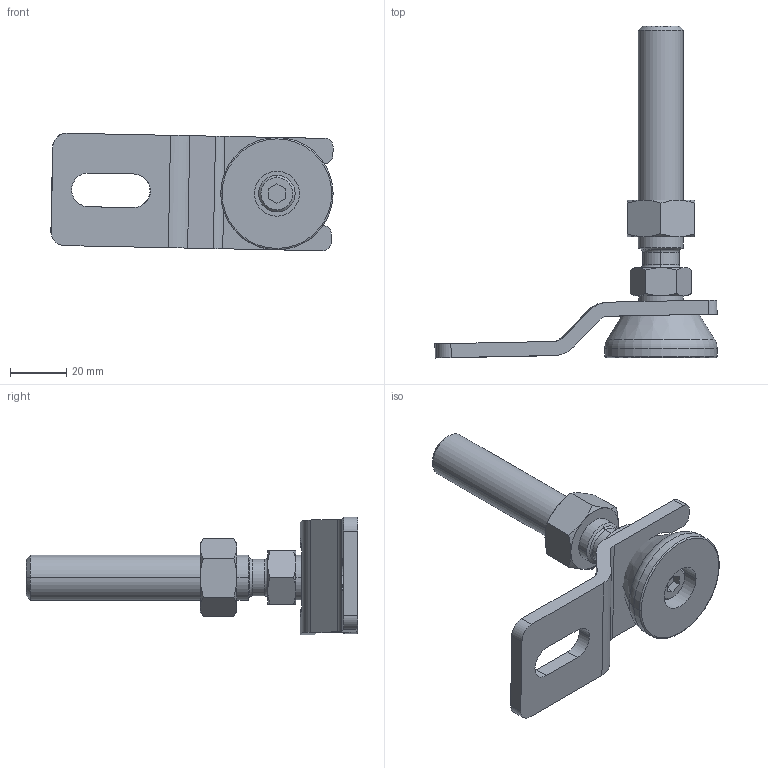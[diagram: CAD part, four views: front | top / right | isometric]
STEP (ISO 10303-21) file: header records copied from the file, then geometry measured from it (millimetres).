
FILE_DESCRIPTION(('Creo Elements/Direct Modeling STEP Export'),'2;1');
FILE_NAME('44.0275.oF_Gelenkfuß-MMS-44_40-M16-118mm-ST-Bodenplatte.stp','2022-03-21T 8:59:56',(''),(''),'PTC Creo Elements/Direct Modeling STEP processor for AP214 (Solid Model)','PTC Creo Elements/Direct Modeling 19.0C 15-Aug-2015 (C) Parametric Technology GmbH','');
FILE_SCHEMA(('AUTOMOTIVE_DESIGN { 1 0 10303 214 1 1 1 1 }'));
Length unit declared in the file: millimetre
Products named in the file (6): Bodenplatte-MMS-44_100x40x5_44.0276_PX173783; Sechskantmutter-DIN934_M16-8.8-verz_11506_PX171652; Zylinderschraube-DIN6912_M8x16-8.8-verz_10099_PX171657; Fußspindel_M16x110_96.7010_PX171649; Fußteller_40x18mm_96.7300_PX171651; Gelenkfuß-MMS-44_40-M16-118mm-ST-Bodenplatte_44.0275.oF_PX173786
Assembly tree (5 placements, depth 2):
  Gelenkfuß-MMS-44_40-M16-118mm-ST-Bodenplatte_44.0275.oF_PX173786
    Fußteller_40x18mm_96.7300_PX171651
    Fußspindel_M16x110_96.7010_PX171649
    Zylinderschraube-DIN6912_M8x16-8.8-verz_10099_PX171657
    Sechskantmutter-DIN934_M16-8.8-verz_11506_PX171652
    Bodenplatte-MMS-44_100x40x5_44.0276_PX173783
Bounding box: 100.43 x 118.12 x 41.82 mm (x, y, z)
Volume: 56392.6 mm3; surface area: 22543.1 mm2
Topology: 5 solids, 5 shells, 144 faces, 327 edges, 198 vertices
Faces by surface type: plane 47, cone 42, cylinder 41, torus 10, sphere 4
Entity records: 5554 total; most frequent: CARTESIAN_POINT 2340, ORIENTED_EDGE 650, DIRECTION 568, EDGE_CURVE 325, AXIS2_PLACEMENT_3D 220, VERTEX_POINT 198, EDGE_LOOP 157, FACE_OUTER_BOUND 144
